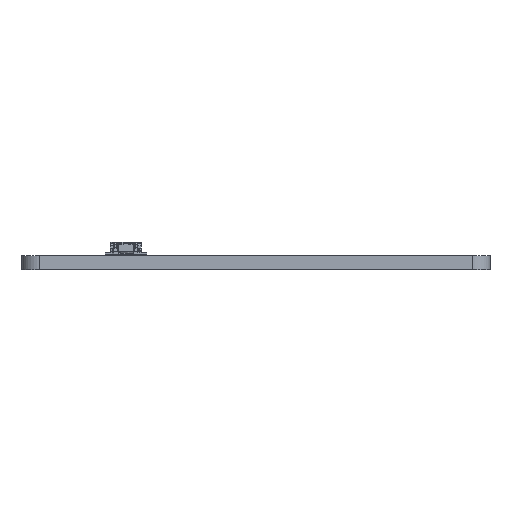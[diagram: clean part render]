
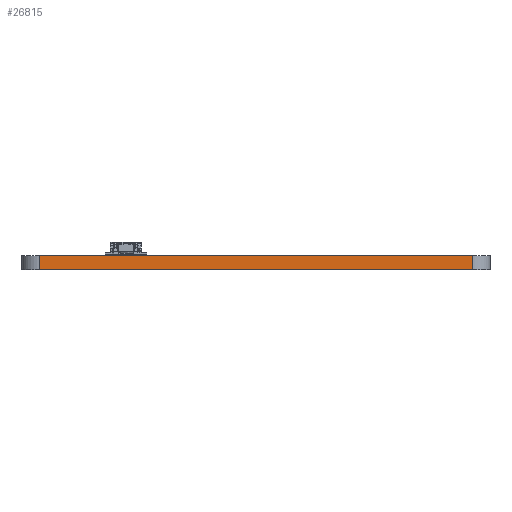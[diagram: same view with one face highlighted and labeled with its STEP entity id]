
A CAD part, left-side view. The second image highlights one B-rep face of the part: STEP entity #26815.
In plain terms, the highlighted planar face has unit normal (-1, 0, 0).
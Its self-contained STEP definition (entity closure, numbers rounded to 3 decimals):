
#21408 = PLANE('',#21409);
#21409 = AXIS2_PLACEMENT_3D('',#21410,#21411,#21412);
#21410 = CARTESIAN_POINT('',(139.132,-69.812,1.6));
#21411 = DIRECTION('',(-0.,-0.,-1.));
#21412 = DIRECTION('',(-1.,0.,0.));
#21467 = PLANE('',#21468);
#21468 = AXIS2_PLACEMENT_3D('',#21469,#21470,#21471);
#21469 = CARTESIAN_POINT('',(139.132,-69.812,0.));
#21470 = DIRECTION('',(-0.,-0.,-1.));
#21471 = DIRECTION('',(-1.,0.,0.));
#21697 = VERTEX_POINT('',#21698);
#21698 = CARTESIAN_POINT('',(100.,-98.,0.));
#21717 = CYLINDRICAL_SURFACE('',#21718,2.);
#21718 = AXIS2_PLACEMENT_3D('',#21719,#21720,#21721);
#21719 = CARTESIAN_POINT('',(102.,-98.,0.));
#21720 = DIRECTION('',(-0.,-0.,-1.));
#21721 = DIRECTION('',(1.,0.,-0.));
#21729 = EDGE_CURVE('',#21697,#21730,#21732,.T.);
#21730 = VERTEX_POINT('',#21731);
#21731 = CARTESIAN_POINT('',(100.,-49.,0.));
#21732 = SURFACE_CURVE('',#21733,(#21737,#21744),.PCURVE_S1.);
#21733 = LINE('',#21734,#21735);
#21734 = CARTESIAN_POINT('',(100.,-98.,0.));
#21735 = VECTOR('',#21736,1.);
#21736 = DIRECTION('',(0.,1.,0.));
#21737 = PCURVE('',#21467,#21738);
#21738 = DEFINITIONAL_REPRESENTATION('',(#21739),#21743);
#21739 = LINE('',#21740,#21741);
#21740 = CARTESIAN_POINT('',(39.132,-28.188));
#21741 = VECTOR('',#21742,1.);
#21742 = DIRECTION('',(0.,1.));
#21743 = ( GEOMETRIC_REPRESENTATION_CONTEXT(2) 
PARAMETRIC_REPRESENTATION_CONTEXT() REPRESENTATION_CONTEXT('2D SPACE',''
  ) );
#21744 = PCURVE('',#21745,#21750);
#21745 = PLANE('',#21746);
#21746 = AXIS2_PLACEMENT_3D('',#21747,#21748,#21749);
#21747 = CARTESIAN_POINT('',(100.,-98.,0.));
#21748 = DIRECTION('',(-1.,0.,0.));
#21749 = DIRECTION('',(0.,1.,0.));
#21750 = DEFINITIONAL_REPRESENTATION('',(#21751),#21755);
#21751 = LINE('',#21752,#21753);
#21752 = CARTESIAN_POINT('',(0.,0.));
#21753 = VECTOR('',#21754,1.);
#21754 = DIRECTION('',(1.,0.));
#21755 = ( GEOMETRIC_REPRESENTATION_CONTEXT(2) 
PARAMETRIC_REPRESENTATION_CONTEXT() REPRESENTATION_CONTEXT('2D SPACE',''
  ) );
#21778 = CYLINDRICAL_SURFACE('',#21779,2.);
#21779 = AXIS2_PLACEMENT_3D('',#21780,#21781,#21782);
#21780 = CARTESIAN_POINT('',(102.,-49.,0.));
#21781 = DIRECTION('',(-0.,-0.,-1.));
#21782 = DIRECTION('',(1.,0.,-0.));
#24378 = VERTEX_POINT('',#24379);
#24379 = CARTESIAN_POINT('',(100.,-98.,1.6));
#24405 = EDGE_CURVE('',#24378,#24406,#24408,.T.);
#24406 = VERTEX_POINT('',#24407);
#24407 = CARTESIAN_POINT('',(100.,-49.,1.6));
#24408 = SURFACE_CURVE('',#24409,(#24413,#24420),.PCURVE_S1.);
#24409 = LINE('',#24410,#24411);
#24410 = CARTESIAN_POINT('',(100.,-98.,1.6));
#24411 = VECTOR('',#24412,1.);
#24412 = DIRECTION('',(0.,1.,0.));
#24413 = PCURVE('',#21408,#24414);
#24414 = DEFINITIONAL_REPRESENTATION('',(#24415),#24419);
#24415 = LINE('',#24416,#24417);
#24416 = CARTESIAN_POINT('',(39.132,-28.188));
#24417 = VECTOR('',#24418,1.);
#24418 = DIRECTION('',(0.,1.));
#24419 = ( GEOMETRIC_REPRESENTATION_CONTEXT(2) 
PARAMETRIC_REPRESENTATION_CONTEXT() REPRESENTATION_CONTEXT('2D SPACE',''
  ) );
#24420 = PCURVE('',#21745,#24421);
#24421 = DEFINITIONAL_REPRESENTATION('',(#24422),#24426);
#24422 = LINE('',#24423,#24424);
#24423 = CARTESIAN_POINT('',(0.,-1.6));
#24424 = VECTOR('',#24425,1.);
#24425 = DIRECTION('',(1.,0.));
#24426 = ( GEOMETRIC_REPRESENTATION_CONTEXT(2) 
PARAMETRIC_REPRESENTATION_CONTEXT() REPRESENTATION_CONTEXT('2D SPACE',''
  ) );
#26765 = EDGE_CURVE('',#21697,#24378,#26766,.T.);
#26766 = SURFACE_CURVE('',#26767,(#26771,#26778),.PCURVE_S1.);
#26767 = LINE('',#26768,#26769);
#26768 = CARTESIAN_POINT('',(100.,-98.,0.));
#26769 = VECTOR('',#26770,1.);
#26770 = DIRECTION('',(0.,0.,1.));
#26771 = PCURVE('',#21717,#26772);
#26772 = DEFINITIONAL_REPRESENTATION('',(#26773),#26777);
#26773 = LINE('',#26774,#26775);
#26774 = CARTESIAN_POINT('',(-3.142,0.));
#26775 = VECTOR('',#26776,1.);
#26776 = DIRECTION('',(-0.,-1.));
#26777 = ( GEOMETRIC_REPRESENTATION_CONTEXT(2) 
PARAMETRIC_REPRESENTATION_CONTEXT() REPRESENTATION_CONTEXT('2D SPACE',''
  ) );
#26778 = PCURVE('',#21745,#26779);
#26779 = DEFINITIONAL_REPRESENTATION('',(#26780),#26784);
#26780 = LINE('',#26781,#26782);
#26781 = CARTESIAN_POINT('',(0.,0.));
#26782 = VECTOR('',#26783,1.);
#26783 = DIRECTION('',(0.,-1.));
#26784 = ( GEOMETRIC_REPRESENTATION_CONTEXT(2) 
PARAMETRIC_REPRESENTATION_CONTEXT() REPRESENTATION_CONTEXT('2D SPACE',''
  ) );
#26815 = ADVANCED_FACE('',(#26816),#21745,.T.);
#26816 = FACE_BOUND('',#26817,.T.);
#26817 = EDGE_LOOP('',(#26818,#26819,#26820,#26841));
#26818 = ORIENTED_EDGE('',*,*,#26765,.T.);
#26819 = ORIENTED_EDGE('',*,*,#24405,.T.);
#26820 = ORIENTED_EDGE('',*,*,#26821,.F.);
#26821 = EDGE_CURVE('',#21730,#24406,#26822,.T.);
#26822 = SURFACE_CURVE('',#26823,(#26827,#26834),.PCURVE_S1.);
#26823 = LINE('',#26824,#26825);
#26824 = CARTESIAN_POINT('',(100.,-49.,0.));
#26825 = VECTOR('',#26826,1.);
#26826 = DIRECTION('',(0.,0.,1.));
#26827 = PCURVE('',#21745,#26828);
#26828 = DEFINITIONAL_REPRESENTATION('',(#26829),#26833);
#26829 = LINE('',#26830,#26831);
#26830 = CARTESIAN_POINT('',(49.,0.));
#26831 = VECTOR('',#26832,1.);
#26832 = DIRECTION('',(0.,-1.));
#26833 = ( GEOMETRIC_REPRESENTATION_CONTEXT(2) 
PARAMETRIC_REPRESENTATION_CONTEXT() REPRESENTATION_CONTEXT('2D SPACE',''
  ) );
#26834 = PCURVE('',#21778,#26835);
#26835 = DEFINITIONAL_REPRESENTATION('',(#26836),#26840);
#26836 = LINE('',#26837,#26838);
#26837 = CARTESIAN_POINT('',(-3.142,0.));
#26838 = VECTOR('',#26839,1.);
#26839 = DIRECTION('',(-0.,-1.));
#26840 = ( GEOMETRIC_REPRESENTATION_CONTEXT(2) 
PARAMETRIC_REPRESENTATION_CONTEXT() REPRESENTATION_CONTEXT('2D SPACE',''
  ) );
#26841 = ORIENTED_EDGE('',*,*,#21729,.F.);
